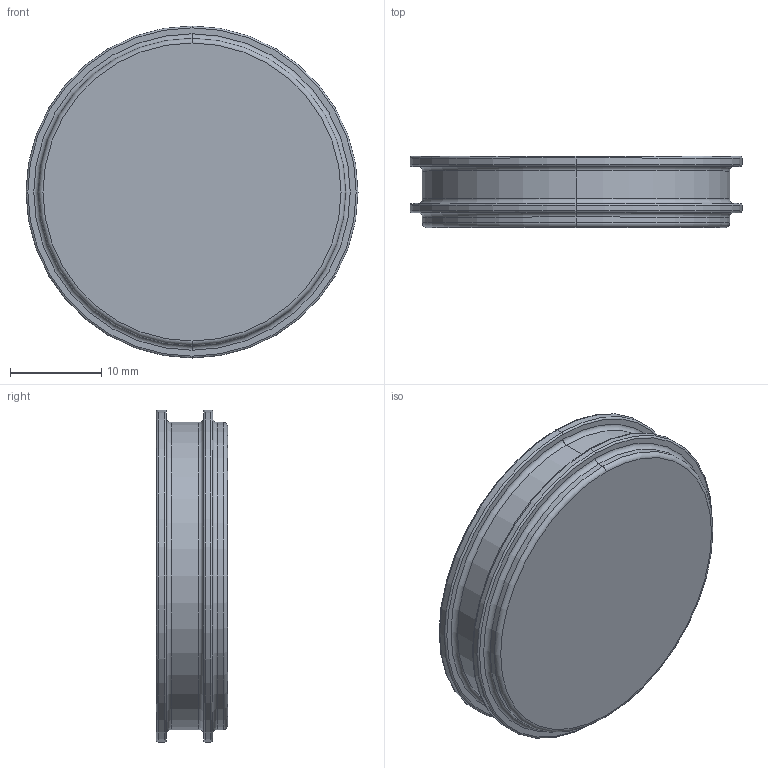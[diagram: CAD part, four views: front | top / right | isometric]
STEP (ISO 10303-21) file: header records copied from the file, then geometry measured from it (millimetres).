
FILE_DESCRIPTION (( 'STEP AP203' ), '1' );
FILE_NAME ('001-019-141.STEP', '2019-05-22T15:19:36', ( '' ), ( '' ), 'SwSTEP 2.0', 'SolidWorks 2017', '' );
FILE_SCHEMA (( 'CONFIG_CONTROL_DESIGN' ));
Length unit declared in the file: millimetre
Products named in the file (1): 001-019-141
Bounding box: 36.3 x 7.78 x 36.3 mm (x, y, z)
Volume: 3561.4 mm3; surface area: 4012.3 mm2
Topology: 1 solids, 1 shells, 48 faces, 94 edges, 56 vertices
Faces by surface type: torus 20, cylinder 18, plane 10
Entity records: 1331 total; most frequent: DIRECTION 268, CARTESIAN_POINT 199, ORIENTED_EDGE 188, AXIS2_PLACEMENT_3D 125, EDGE_CURVE 94, CIRCLE 76, VERTEX_POINT 56, EDGE_LOOP 56
